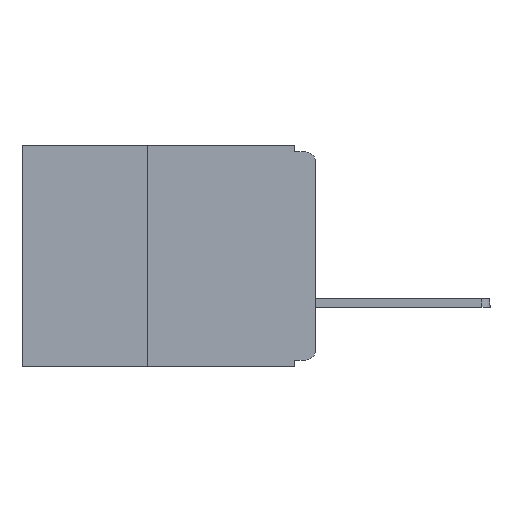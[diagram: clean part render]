
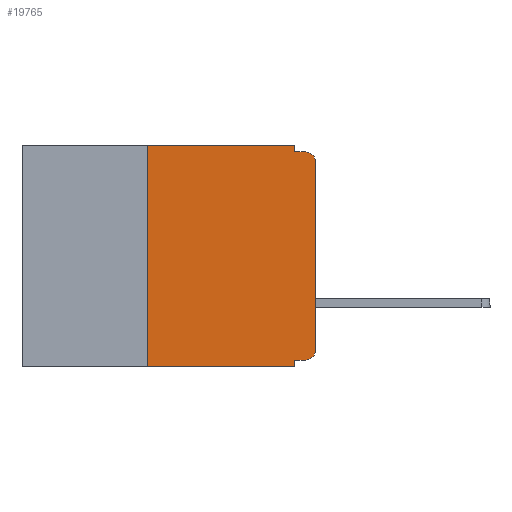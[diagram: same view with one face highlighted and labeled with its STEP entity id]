
A CAD part, left-side view. The second image highlights one B-rep face of the part: STEP entity #19765.
In plain terms, the highlighted planar face has unit normal (-1, 0, 0).
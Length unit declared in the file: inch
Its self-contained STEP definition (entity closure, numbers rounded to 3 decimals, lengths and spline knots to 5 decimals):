
#68 = CARTESIAN_POINT ( 'NONE',  ( 0., 0.015, -0.32 ) ) ;
#316 = EDGE_CURVE ( 'NONE', #1187, #9695, #9869, .T. ) ;
#911 = LINE ( 'NONE', #4889, #20659 ) ;
#995 = CARTESIAN_POINT ( 'NONE',  ( 0., 0.25, -0.33 ) ) ;
#1187 = VERTEX_POINT ( 'NONE', #13642 ) ;
#1615 = CIRCLE ( 'NONE', #14386, 0.015 ) ;
#2090 = ORIENTED_EDGE ( 'NONE', *, *, #8964, .T. ) ;
#2731 = CARTESIAN_POINT ( 'NONE',  ( 0., 0., -0.305 ) ) ;
#3194 = LINE ( 'NONE', #10497, #10978 ) ;
#3990 = CARTESIAN_POINT ( 'NONE',  ( 0., 0., -0.025 ) ) ;
#4003 = VERTEX_POINT ( 'NONE', #3990 ) ;
#4287 = CARTESIAN_POINT ( 'NONE',  ( 0., 0.031, -0.01 ) ) ;
#4368 = EDGE_CURVE ( 'NONE', #12659, #6140, #15028, .T. ) ;
#4492 = ORIENTED_EDGE ( 'NONE', *, *, #16864, .T. ) ;
#4889 = CARTESIAN_POINT ( 'NONE',  ( 0., 0.25, -0.33 ) ) ;
#4983 = CARTESIAN_POINT ( 'NONE',  ( 0., 0.031, 0. ) ) ;
#5655 = DIRECTION ( 'NONE',  ( 0., -1., 0. ) ) ;
#5780 = EDGE_LOOP ( 'NONE', ( #6804, #2090, #5829, #13130, #19998, #14847, #4492, #9195, #15579, #11787 ) ) ;
#5829 = ORIENTED_EDGE ( 'NONE', *, *, #17891, .F. ) ;
#6140 = VERTEX_POINT ( 'NONE', #8155 ) ;
#6669 = DIRECTION ( 'NONE',  ( 0., 0., -1. ) ) ;
#6804 = ORIENTED_EDGE ( 'NONE', *, *, #10941, .T. ) ;
#7093 = VECTOR ( 'NONE', #10043, 39.37008 ) ;
#7424 = CIRCLE ( 'NONE', #19480, 0.015 ) ;
#7823 = VERTEX_POINT ( 'NONE', #4287 ) ;
#7925 = DIRECTION ( 'NONE',  ( 1., 0., 0. ) ) ;
#7969 = CARTESIAN_POINT ( 'NONE',  ( 0., 0.015, -0.305 ) ) ;
#8155 = CARTESIAN_POINT ( 'NONE',  ( 0., 0.031, -0.33 ) ) ;
#8183 = CARTESIAN_POINT ( 'NONE',  ( 0., 0.437, 0. ) ) ;
#8381 = DIRECTION ( 'NONE',  ( 0., -1., 0. ) ) ;
#8415 = CARTESIAN_POINT ( 'NONE',  ( 0., 0.015, -0.025 ) ) ;
#8628 = LINE ( 'NONE', #4983, #12987 ) ;
#8717 = VERTEX_POINT ( 'NONE', #2731 ) ;
#8814 = CARTESIAN_POINT ( 'NONE',  ( 0., 0.031, 0. ) ) ;
#8964 = EDGE_CURVE ( 'NONE', #4003, #18343, #7424, .T. ) ;
#9195 = ORIENTED_EDGE ( 'NONE', *, *, #4368, .F. ) ;
#9615 = DIRECTION ( 'NONE',  ( 0., 0., -1. ) ) ;
#9695 = VERTEX_POINT ( 'NONE', #8814 ) ;
#9869 = LINE ( 'NONE', #8183, #7093 ) ;
#10042 = DIRECTION ( 'NONE',  ( 0., 0., -1. ) ) ;
#10043 = DIRECTION ( 'NONE',  ( 0., -1., 0. ) ) ;
#10497 = CARTESIAN_POINT ( 'NONE',  ( 0., 0.437, -0.33 ) ) ;
#10566 = VERTEX_POINT ( 'NONE', #995 ) ;
#10692 = LINE ( 'NONE', #16585, #19289 ) ;
#10694 = VECTOR ( 'NONE', #19720, 39.37008 ) ;
#10777 = VECTOR ( 'NONE', #19711, 39.37008 ) ;
#10846 = EDGE_CURVE ( 'NONE', #19028, #12659, #20835, .T. ) ;
#10941 = EDGE_CURVE ( 'NONE', #8717, #4003, #15118, .T. ) ;
#10978 = VECTOR ( 'NONE', #5655, 39.37008 ) ;
#11292 = CARTESIAN_POINT ( 'NONE',  ( 0., 0.015, -0.01 ) ) ;
#11335 = CARTESIAN_POINT ( 'NONE',  ( 0., 0.031, -0.32 ) ) ;
#11787 = ORIENTED_EDGE ( 'NONE', *, *, #17114, .T. ) ;
#12659 = VERTEX_POINT ( 'NONE', #11335 ) ;
#12987 = VECTOR ( 'NONE', #6669, 39.37008 ) ;
#13130 = ORIENTED_EDGE ( 'NONE', *, *, #18439, .F. ) ;
#13642 = CARTESIAN_POINT ( 'NONE',  ( 0., 0.25, 0. ) ) ;
#14386 = AXIS2_PLACEMENT_3D ( 'NONE', #7969, #19321, #9615 ) ;
#14447 = PLANE ( 'NONE',  #17145 ) ;
#14847 = ORIENTED_EDGE ( 'NONE', *, *, #19873, .F. ) ;
#15028 = LINE ( 'NONE', #20547, #10694 ) ;
#15118 = LINE ( 'NONE', #21286, #10777 ) ;
#15579 = ORIENTED_EDGE ( 'NONE', *, *, #10846, .F. ) ;
#15710 = FACE_OUTER_BOUND ( 'NONE', #5780, .T. ) ;
#16585 = CARTESIAN_POINT ( 'NONE',  ( 0., 0., -0.01 ) ) ;
#16616 = CARTESIAN_POINT ( 'NONE',  ( 0., 0., -0.32 ) ) ;
#16645 = VECTOR ( 'NONE', #18213, 39.37008 ) ;
#16864 = EDGE_CURVE ( 'NONE', #10566, #6140, #3194, .T. ) ;
#17114 = EDGE_CURVE ( 'NONE', #19028, #8717, #1615, .T. ) ;
#17145 = AXIS2_PLACEMENT_3D ( 'NONE', #19192, #7925, #19265 ) ;
#17891 = EDGE_CURVE ( 'NONE', #7823, #18343, #10692, .T. ) ;
#17946 = DIRECTION ( 'NONE',  ( 0., 0., 1. ) ) ;
#18213 = DIRECTION ( 'NONE',  ( 0., 1., 0. ) ) ;
#18343 = VERTEX_POINT ( 'NONE', #11292 ) ;
#18439 = EDGE_CURVE ( 'NONE', #9695, #7823, #8628, .T. ) ;
#19028 = VERTEX_POINT ( 'NONE', #68 ) ;
#19192 = CARTESIAN_POINT ( 'NONE',  ( 0., 0.437, 0. ) ) ;
#19265 = DIRECTION ( 'NONE',  ( 0., 0., -1. ) ) ;
#19289 = VECTOR ( 'NONE', #8381, 39.37008 ) ;
#19321 = DIRECTION ( 'NONE',  ( -1., 0., 0. ) ) ;
#19480 = AXIS2_PLACEMENT_3D ( 'NONE', #8415, #19722, #10042 ) ;
#19711 = DIRECTION ( 'NONE',  ( 0., 0., 1. ) ) ;
#19720 = DIRECTION ( 'NONE',  ( 0., 0., -1. ) ) ;
#19722 = DIRECTION ( 'NONE',  ( -1., 0., 0. ) ) ;
#19765 = ADVANCED_FACE ( 'NONE', ( #15710 ), #14447, .F. ) ;
#19873 = EDGE_CURVE ( 'NONE', #10566, #1187, #911, .T. ) ;
#19998 = ORIENTED_EDGE ( 'NONE', *, *, #316, .F. ) ;
#20547 = CARTESIAN_POINT ( 'NONE',  ( 0., 0.031, -0.33 ) ) ;
#20659 = VECTOR ( 'NONE', #17946, 39.37008 ) ;
#20835 = LINE ( 'NONE', #16616, #16645 ) ;
#21286 = CARTESIAN_POINT ( 'NONE',  ( 0., 0., 0. ) ) ;
